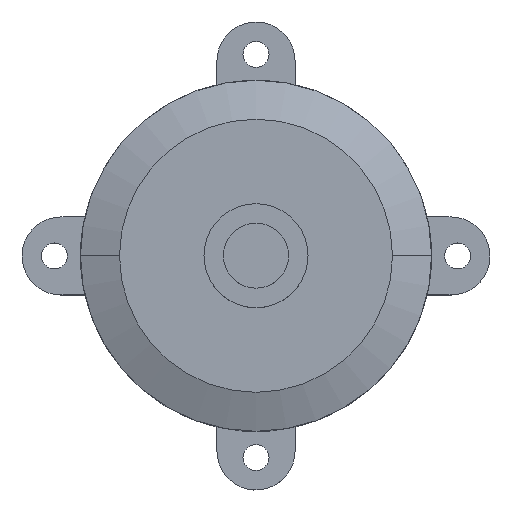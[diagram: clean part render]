
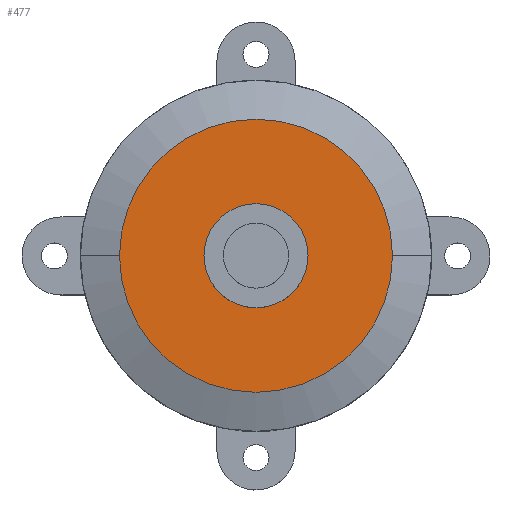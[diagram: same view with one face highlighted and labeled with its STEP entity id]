
A CAD part, top view. The second image highlights one B-rep face of the part: STEP entity #477.
In plain terms, the highlighted planar face has unit normal (0, 0, 1).
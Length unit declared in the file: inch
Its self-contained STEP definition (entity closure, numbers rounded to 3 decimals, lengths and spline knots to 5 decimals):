
#313=VERTEX_POINT('',#877);
#347=EDGE_CURVE('',#313,#623,#917,.T.);
#477=ADVANCED_FACE('',(#1069,#1070),#1071,.T.);
#497=EDGE_CURVE('',#733,#719,#1092,.T.);
#623=VERTEX_POINT('',#1227);
#629=EDGE_CURVE('',#719,#733,#1233,.T.);
#693=EDGE_CURVE('',#623,#313,#1302,.T.);
#719=VERTEX_POINT('',#1331);
#733=VERTEX_POINT('',#1345);
#877=CARTESIAN_POINT('',(-4.56693,-4.72441,2.12598));
#917=CIRCLE('',#1544,0.15748);
#1069=FACE_BOUND('',#1741,.T.);
#1070=FACE_OUTER_BOUND('',#1742,.T.);
#1071=PLANE('',#1743);
#1092=CIRCLE('',#1775,0.41339);
#1227=CARTESIAN_POINT('',(-4.88189,-4.72441,2.12598));
#1233=CIRCLE('',#1963,0.41339);
#1302=CIRCLE('',#2055,0.15748);
#1331=CARTESIAN_POINT('',(-5.1378,-4.72441,2.12598));
#1345=CARTESIAN_POINT('',(-4.31102,-4.72441,2.12598));
#1544=AXIS2_PLACEMENT_3D('',#2359,#2360,#2361);
#1741=EDGE_LOOP('',(#2606,#2607));
#1742=EDGE_LOOP('',(#2608,#2609));
#1743=AXIS2_PLACEMENT_3D('',#2610,#2611,#2612);
#1775=AXIS2_PLACEMENT_3D('',#2631,#2632,#2633);
#1963=AXIS2_PLACEMENT_3D('',#2772,#2773,#2774);
#2055=AXIS2_PLACEMENT_3D('',#2846,#2847,#2848);
#2359=CARTESIAN_POINT('',(-4.72441,-4.72441,2.12598));
#2360=DIRECTION('',(0.0,0.0,-1.0));
#2361=DIRECTION('',(1.0,0.0,0.0));
#2606=ORIENTED_EDGE('',*,*,#347,.T.);
#2607=ORIENTED_EDGE('',*,*,#693,.T.);
#2608=ORIENTED_EDGE('',*,*,#497,.F.);
#2609=ORIENTED_EDGE('',*,*,#629,.F.);
#2610=CARTESIAN_POINT('',(-4.72441,-4.72441,2.12598));
#2611=DIRECTION('',(0.0,0.0,1.0));
#2612=DIRECTION('',(1.0,0.0,0.0));
#2631=CARTESIAN_POINT('',(-4.72441,-4.72441,2.12598));
#2632=DIRECTION('',(-0.0,0.0,-1.0));
#2633=DIRECTION('',(-1.0,0.0,0.0));
#2772=CARTESIAN_POINT('',(-4.72441,-4.72441,2.12598));
#2773=DIRECTION('',(-0.0,0.0,-1.0));
#2774=DIRECTION('',(-1.0,0.0,0.0));
#2846=CARTESIAN_POINT('',(-4.72441,-4.72441,2.12598));
#2847=DIRECTION('',(0.0,0.0,-1.0));
#2848=DIRECTION('',(1.0,0.0,0.0));
